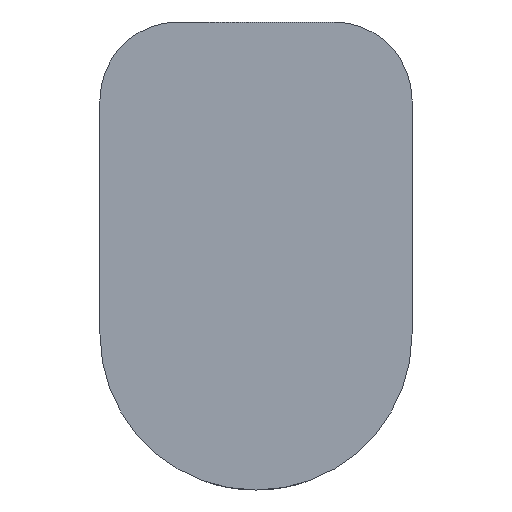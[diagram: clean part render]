
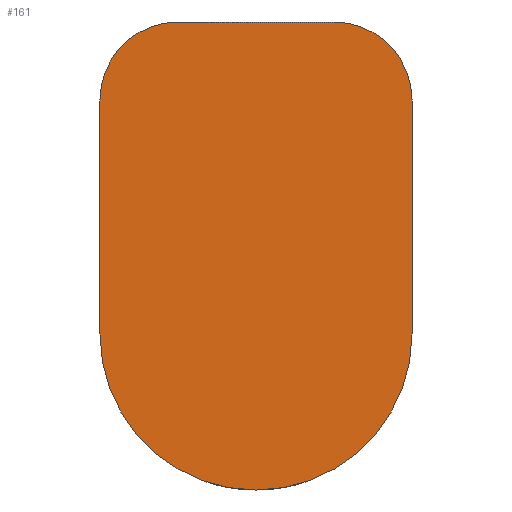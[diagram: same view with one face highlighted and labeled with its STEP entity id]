
A CAD part, left-side view. The second image highlights one B-rep face of the part: STEP entity #161.
In plain terms, the highlighted planar face has unit normal (-1, 0, 0).
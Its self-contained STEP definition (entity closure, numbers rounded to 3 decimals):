
#4 = DIRECTION ( 'NONE',  ( 0., 0., 1. ) ) ;
#9 = CARTESIAN_POINT ( 'NONE',  ( 0., 22.5, 0. ) ) ;
#17 = DIRECTION ( 'NONE',  ( 0., 0., 1. ) ) ;
#22 = DIRECTION ( 'NONE',  ( 0., 0., 1. ) ) ;
#28 = AXIS2_PLACEMENT_3D ( 'NONE', #104, #240, #429 ) ;
#31 = CARTESIAN_POINT ( 'NONE',  ( 0., 0., 0. ) ) ;
#32 = VERTEX_POINT ( 'NONE', #9 ) ;
#34 = EDGE_CURVE ( 'NONE', #126, #345, #536, .T. ) ;
#35 = ORIENTED_EDGE ( 'NONE', *, *, #461, .F. ) ;
#37 = AXIS2_PLACEMENT_3D ( 'NONE', #288, #425, #22 ) ;
#67 = EDGE_CURVE ( 'NONE', #253, #126, #101, .T. ) ;
#83 = VECTOR ( 'NONE', #481, 1000. ) ;
#100 = CARTESIAN_POINT ( 'NONE',  ( 0., 15., -30. ) ) ;
#101 = CIRCLE ( 'NONE', #366, 15. ) ;
#104 = CARTESIAN_POINT ( 'NONE',  ( 0., 0., 0. ) ) ;
#117 = CARTESIAN_POINT ( 'NONE',  ( 0., 30., 0. ) ) ;
#126 = VERTEX_POINT ( 'NONE', #194 ) ;
#137 = CARTESIAN_POINT ( 'NONE',  ( 0., 30., -7.5 ) ) ;
#154 = AXIS2_PLACEMENT_3D ( 'NONE', #226, #408, #4 ) ;
#161 = ADVANCED_FACE ( 'NONE', ( #420 ), #279, .T. ) ;
#190 = EDGE_CURVE ( 'NONE', #32, #522, #329, .T. ) ;
#194 = CARTESIAN_POINT ( 'NONE',  ( 0., 15., -45. ) ) ;
#196 = EDGE_CURVE ( 'NONE', #310, #522, #511, .T. ) ;
#209 = ORIENTED_EDGE ( 'NONE', *, *, #67, .T. ) ;
#211 = EDGE_LOOP ( 'NONE', ( #209, #529, #404, #544, #391, #571, #35 ) ) ;
#214 = VECTOR ( 'NONE', #466, 1000. ) ;
#226 = CARTESIAN_POINT ( 'NONE',  ( 0., 15., -30. ) ) ;
#238 = DIRECTION ( 'NONE',  ( -1., 0., 0. ) ) ;
#240 = DIRECTION ( 'NONE',  ( -1., 0., 0. ) ) ;
#253 = VERTEX_POINT ( 'NONE', #403 ) ;
#263 = EDGE_CURVE ( 'NONE', #310, #345, #579, .T. ) ;
#279 = PLANE ( 'NONE',  #28 ) ;
#288 = CARTESIAN_POINT ( 'NONE',  ( 0., 7.5, -7.5 ) ) ;
#310 = VERTEX_POINT ( 'NONE', #543 ) ;
#329 = LINE ( 'NONE', #505, #214 ) ;
#339 = AXIS2_PLACEMENT_3D ( 'NONE', #440, #567, #532 ) ;
#345 = VERTEX_POINT ( 'NONE', #419 ) ;
#364 = VERTEX_POINT ( 'NONE', #137 ) ;
#366 = AXIS2_PLACEMENT_3D ( 'NONE', #100, #238, #469 ) ;
#369 = CIRCLE ( 'NONE', #339, 7.5 ) ;
#391 = ORIENTED_EDGE ( 'NONE', *, *, #190, .F. ) ;
#403 = CARTESIAN_POINT ( 'NONE',  ( 0., 30., -30. ) ) ;
#404 = ORIENTED_EDGE ( 'NONE', *, *, #263, .F. ) ;
#408 = DIRECTION ( 'NONE',  ( -1., 0., 0. ) ) ;
#419 = CARTESIAN_POINT ( 'NONE',  ( 0., 0., -30. ) ) ;
#420 = FACE_OUTER_BOUND ( 'NONE', #211, .T. ) ;
#425 = DIRECTION ( 'NONE',  ( -1., 0., 0. ) ) ;
#427 = VECTOR ( 'NONE', #17, 1000. ) ;
#429 = DIRECTION ( 'NONE',  ( 0., 0., 1. ) ) ;
#440 = CARTESIAN_POINT ( 'NONE',  ( 0., 22.5, -7.5 ) ) ;
#447 = CARTESIAN_POINT ( 'NONE',  ( 0., 7.5, 0. ) ) ;
#461 = EDGE_CURVE ( 'NONE', #253, #364, #523, .T. ) ;
#466 = DIRECTION ( 'NONE',  ( 0., -1., 0. ) ) ;
#469 = DIRECTION ( 'NONE',  ( 0., 0., 1. ) ) ;
#481 = DIRECTION ( 'NONE',  ( 0., 0., -1. ) ) ;
#505 = CARTESIAN_POINT ( 'NONE',  ( 0., 0., 0. ) ) ;
#510 = EDGE_CURVE ( 'NONE', #32, #364, #369, .T. ) ;
#511 = CIRCLE ( 'NONE', #37, 7.5 ) ;
#522 = VERTEX_POINT ( 'NONE', #447 ) ;
#523 = LINE ( 'NONE', #117, #427 ) ;
#529 = ORIENTED_EDGE ( 'NONE', *, *, #34, .T. ) ;
#532 = DIRECTION ( 'NONE',  ( 0., 0., 1. ) ) ;
#536 = CIRCLE ( 'NONE', #154, 15. ) ;
#543 = CARTESIAN_POINT ( 'NONE',  ( 0., 0., -7.5 ) ) ;
#544 = ORIENTED_EDGE ( 'NONE', *, *, #196, .T. ) ;
#567 = DIRECTION ( 'NONE',  ( -1., 0., 0. ) ) ;
#571 = ORIENTED_EDGE ( 'NONE', *, *, #510, .T. ) ;
#579 = LINE ( 'NONE', #31, #83 ) ;
